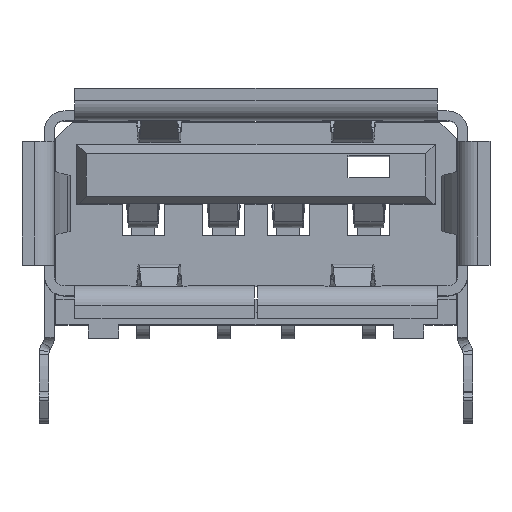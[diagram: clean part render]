
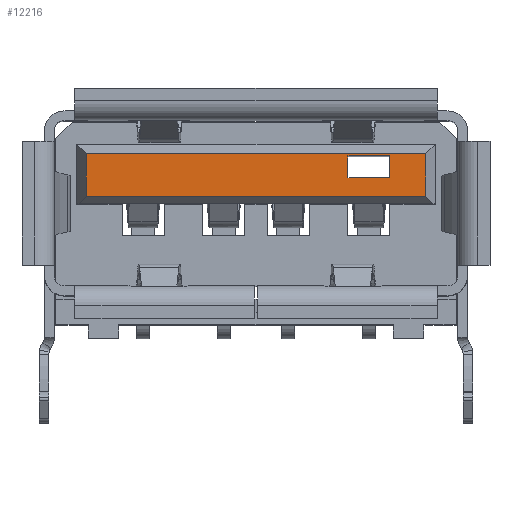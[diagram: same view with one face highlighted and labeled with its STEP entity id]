
A CAD part, top view. The second image highlights one B-rep face of the part: STEP entity #12216.
In plain terms, the highlighted planar face has unit normal (0, 0, 1).
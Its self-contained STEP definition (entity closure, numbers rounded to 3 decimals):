
#57 = CARTESIAN_POINT ( 'NONE',  ( 2.85, 4.419, 13.5 ) ) ;
#548 = EDGE_CURVE ( 'NONE', #2396, #21516, #26695, .T. ) ;
#936 = DIRECTION ( 'NONE',  ( 0., -1., 0. ) ) ;
#1113 = VECTOR ( 'NONE', #936, 1000. ) ;
#1282 = LINE ( 'NONE', #10949, #16647 ) ;
#1852 = EDGE_CURVE ( 'NONE', #19371, #21516, #6337, .T. ) ;
#2396 = VERTEX_POINT ( 'NONE', #17099 ) ;
#2453 = DIRECTION ( 'NONE',  ( 1., 0., 0. ) ) ;
#2882 = VERTEX_POINT ( 'NONE', #26509 ) ;
#3466 = CARTESIAN_POINT ( 'NONE',  ( 0., 4.389, 13.5 ) ) ;
#4965 = LINE ( 'NONE', #17654, #30526 ) ;
#5043 = EDGE_CURVE ( 'NONE', #5248, #2882, #4965, .T. ) ;
#5248 = VERTEX_POINT ( 'NONE', #30967 ) ;
#5295 = FACE_BOUND ( 'NONE', #29263, .T. ) ;
#5461 = LINE ( 'NONE', #12900, #16546 ) ;
#5616 = CARTESIAN_POINT ( 'NONE',  ( 4.15, 5.644, 13.5 ) ) ;
#6337 = LINE ( 'NONE', #10626, #18307 ) ;
#7538 = CARTESIAN_POINT ( 'NONE',  ( 4.15, 4.974, 13.5 ) ) ;
#9142 = VERTEX_POINT ( 'NONE', #28611 ) ;
#9757 = CARTESIAN_POINT ( 'NONE',  ( 2.85, 5.644, 13.5 ) ) ;
#10626 = CARTESIAN_POINT ( 'NONE',  ( 0., 5.644, 13.5 ) ) ;
#10780 = VERTEX_POINT ( 'NONE', #15545 ) ;
#10949 = CARTESIAN_POINT ( 'NONE',  ( -5.261, 5.055, 13.5 ) ) ;
#11041 = ORIENTED_EDGE ( 'NONE', *, *, #548, .T. ) ;
#11361 = ORIENTED_EDGE ( 'NONE', *, *, #27842, .T. ) ;
#11831 = EDGE_CURVE ( 'NONE', #19371, #27948, #27114, .T. ) ;
#12216 = ADVANCED_FACE ( 'NONE', ( #5295, #17063 ), #26739, .T. ) ;
#12285 = DIRECTION ( 'NONE',  ( 0., 0., 1. ) ) ;
#12900 = CARTESIAN_POINT ( 'NONE',  ( 0., 5.721, 13.5 ) ) ;
#12977 = CARTESIAN_POINT ( 'NONE',  ( 4.15, 4.419, 13.5 ) ) ;
#13240 = ORIENTED_EDGE ( 'NONE', *, *, #5043, .T. ) ;
#13297 = AXIS2_PLACEMENT_3D ( 'NONE', #14665, #12285, #2453 ) ;
#14044 = LINE ( 'NONE', #3466, #18139 ) ;
#14665 = CARTESIAN_POINT ( 'NONE',  ( -5.472, 4.363, 13.5 ) ) ;
#15545 = CARTESIAN_POINT ( 'NONE',  ( -5.261, 5.721, 13.5 ) ) ;
#16546 = VECTOR ( 'NONE', #25131, 1000. ) ;
#16647 = VECTOR ( 'NONE', #18274, 1000. ) ;
#16957 = LINE ( 'NONE', #26472, #30387 ) ;
#17051 = ORIENTED_EDGE ( 'NONE', *, *, #19053, .T. ) ;
#17063 = FACE_OUTER_BOUND ( 'NONE', #31097, .T. ) ;
#17099 = CARTESIAN_POINT ( 'NONE',  ( 2.85, 4.974, 13.5 ) ) ;
#17176 = ORIENTED_EDGE ( 'NONE', *, *, #19744, .F. ) ;
#17654 = CARTESIAN_POINT ( 'NONE',  ( 5.261, 5.09, 13.5 ) ) ;
#18139 = VECTOR ( 'NONE', #27901, 1000. ) ;
#18274 = DIRECTION ( 'NONE',  ( 0., 1., 0. ) ) ;
#18307 = VECTOR ( 'NONE', #22876, 1000. ) ;
#18921 = ORIENTED_EDGE ( 'NONE', *, *, #11831, .T. ) ;
#19053 = EDGE_CURVE ( 'NONE', #9142, #5248, #14044, .T. ) ;
#19371 = VERTEX_POINT ( 'NONE', #5616 ) ;
#19744 = EDGE_CURVE ( 'NONE', #9142, #10780, #1282, .T. ) ;
#20774 = VECTOR ( 'NONE', #28443, 1000. ) ;
#21151 = EDGE_CURVE ( 'NONE', #2396, #27948, #16957, .T. ) ;
#21516 = VERTEX_POINT ( 'NONE', #9757 ) ;
#22876 = DIRECTION ( 'NONE',  ( -1., 0., 0. ) ) ;
#24497 = DIRECTION ( 'NONE',  ( 0., 1., 0. ) ) ;
#25131 = DIRECTION ( 'NONE',  ( -1., 0., 0. ) ) ;
#26329 = ORIENTED_EDGE ( 'NONE', *, *, #1852, .F. ) ;
#26472 = CARTESIAN_POINT ( 'NONE',  ( 0., 4.974, 13.5 ) ) ;
#26509 = CARTESIAN_POINT ( 'NONE',  ( 5.261, 5.721, 13.5 ) ) ;
#26695 = LINE ( 'NONE', #57, #20774 ) ;
#26739 = PLANE ( 'NONE',  #13297 ) ;
#27114 = LINE ( 'NONE', #12977, #1113 ) ;
#27842 = EDGE_CURVE ( 'NONE', #2882, #10780, #5461, .T. ) ;
#27901 = DIRECTION ( 'NONE',  ( 1., 0., 0. ) ) ;
#27948 = VERTEX_POINT ( 'NONE', #7538 ) ;
#28443 = DIRECTION ( 'NONE',  ( 0., 1., 0. ) ) ;
#28611 = CARTESIAN_POINT ( 'NONE',  ( -5.261, 4.389, 13.5 ) ) ;
#29111 = ORIENTED_EDGE ( 'NONE', *, *, #21151, .F. ) ;
#29160 = DIRECTION ( 'NONE',  ( 1., 0., 0. ) ) ;
#29263 = EDGE_LOOP ( 'NONE', ( #18921, #29111, #11041, #26329 ) ) ;
#30387 = VECTOR ( 'NONE', #29160, 1000. ) ;
#30526 = VECTOR ( 'NONE', #24497, 1000. ) ;
#30967 = CARTESIAN_POINT ( 'NONE',  ( 5.261, 4.389, 13.5 ) ) ;
#31097 = EDGE_LOOP ( 'NONE', ( #13240, #11361, #17176, #17051 ) ) ;
